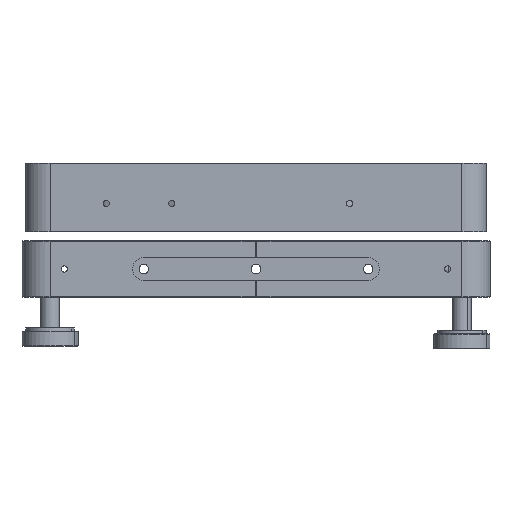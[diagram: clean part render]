
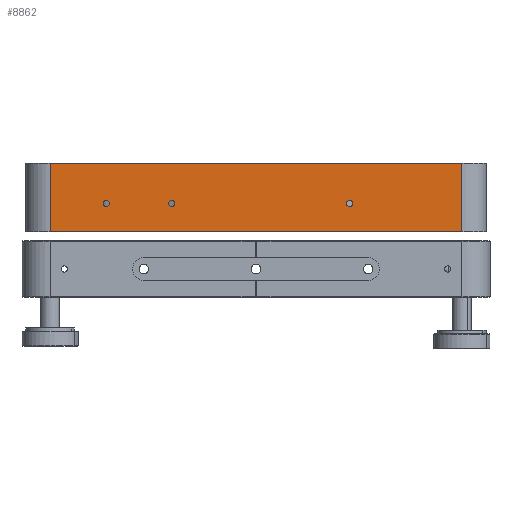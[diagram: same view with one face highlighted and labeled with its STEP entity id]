
A CAD part, front view. The second image highlights one B-rep face of the part: STEP entity #8862.
In plain terms, the highlighted planar face has unit normal (0, -1, 0).
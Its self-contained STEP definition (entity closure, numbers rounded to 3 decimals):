
#165 = CARTESIAN_POINT ( 'NONE',  ( -170., 2., 35. ) ) ;
#537 = CARTESIAN_POINT ( 'NONE',  ( -76.65, 2., 35. ) ) ;
#646 = EDGE_CURVE ( 'NONE', #6244, #6579, #10007, .T. ) ;
#684 = CARTESIAN_POINT ( 'NONE',  ( -15., 2., 20. ) ) ;
#704 = CARTESIAN_POINT ( 'NONE',  ( -15., 2., 56.5 ) ) ;
#745 = VECTOR ( 'NONE', #9904, 1000. ) ;
#893 = CARTESIAN_POINT ( 'NONE',  ( -235., 2., 56.5 ) ) ;
#912 = CARTESIAN_POINT ( 'NONE',  ( -260., 2., 56.5 ) ) ;
#1080 = DIRECTION ( 'NONE',  ( 0., -1., 0. ) ) ;
#1085 = CARTESIAN_POINT ( 'NONE',  ( -235., 2., 20. ) ) ;
#1087 = ORIENTED_EDGE ( 'NONE', *, *, #1268, .T. ) ;
#1113 = EDGE_CURVE ( 'NONE', #1953, #6797, #2807, .T. ) ;
#1268 = EDGE_CURVE ( 'NONE', #7824, #6797, #12912, .T. ) ;
#1580 = DIRECTION ( 'NONE',  ( 0., -1., 0. ) ) ;
#1933 = FACE_OUTER_BOUND ( 'NONE', #10996, .T. ) ;
#1953 = VERTEX_POINT ( 'NONE', #684 ) ;
#2035 = CARTESIAN_POINT ( 'NONE',  ( -206.65, 2., 35. ) ) ;
#2401 = EDGE_CURVE ( 'NONE', #6579, #6244, #9408, .T. ) ;
#2424 = DIRECTION ( 'NONE',  ( 1., 0., 0. ) ) ;
#2509 = VERTEX_POINT ( 'NONE', #704 ) ;
#2632 = CARTESIAN_POINT ( 'NONE',  ( -205., 2., 35. ) ) ;
#2721 = DIRECTION ( 'NONE',  ( 0., 0., 1. ) ) ;
#2807 = LINE ( 'NONE', #6723, #745 ) ;
#2985 = CARTESIAN_POINT ( 'NONE',  ( -75., 2., 35. ) ) ;
#3053 = AXIS2_PLACEMENT_3D ( 'NONE', #11781, #9713, #6551 ) ;
#3084 = EDGE_LOOP ( 'NONE', ( #7230, #4375 ) ) ;
#3465 = AXIS2_PLACEMENT_3D ( 'NONE', #9361, #1080, #11698 ) ;
#3531 = CIRCLE ( 'NONE', #3053, 1.65 ) ;
#3628 = VECTOR ( 'NONE', #2721, 1000. ) ;
#3768 = LINE ( 'NONE', #3829, #3628 ) ;
#3829 = CARTESIAN_POINT ( 'NONE',  ( -15., 2., 20. ) ) ;
#4112 = EDGE_CURVE ( 'NONE', #6730, #12596, #3531, .T. ) ;
#4318 = DIRECTION ( 'NONE',  ( 1., 0., 0. ) ) ;
#4375 = ORIENTED_EDGE ( 'NONE', *, *, #2401, .F. ) ;
#4385 = DIRECTION ( 'NONE',  ( 0., -1., 0. ) ) ;
#4508 = CARTESIAN_POINT ( 'NONE',  ( -235., 2., 56.501 ) ) ;
#4538 = AXIS2_PLACEMENT_3D ( 'NONE', #2632, #1580, #2424 ) ;
#4781 = CIRCLE ( 'NONE', #11384, 1.65 ) ;
#4872 = CARTESIAN_POINT ( 'NONE',  ( -170., 2., 35. ) ) ;
#5021 = EDGE_CURVE ( 'NONE', #12596, #6730, #6963, .T. ) ;
#5063 = LINE ( 'NONE', #912, #13073 ) ;
#5106 = CARTESIAN_POINT ( 'NONE',  ( -168.35, 2., 35. ) ) ;
#5129 = DIRECTION ( 'NONE',  ( -1., 0., 0. ) ) ;
#5263 = VERTEX_POINT ( 'NONE', #5106 ) ;
#5864 = EDGE_CURVE ( 'NONE', #12362, #5263, #4781, .T. ) ;
#5980 = ORIENTED_EDGE ( 'NONE', *, *, #9872, .F. ) ;
#5991 = CARTESIAN_POINT ( 'NONE',  ( -203.35, 2., 35. ) ) ;
#6148 = CARTESIAN_POINT ( 'NONE',  ( -260., 2., 20. ) ) ;
#6206 = FACE_BOUND ( 'NONE', #11255, .T. ) ;
#6244 = VERTEX_POINT ( 'NONE', #11884 ) ;
#6551 = DIRECTION ( 'NONE',  ( 1., 0., 0. ) ) ;
#6579 = VERTEX_POINT ( 'NONE', #537 ) ;
#6723 = CARTESIAN_POINT ( 'NONE',  ( -260., 2., 20. ) ) ;
#6730 = VERTEX_POINT ( 'NONE', #5991 ) ;
#6797 = VERTEX_POINT ( 'NONE', #1085 ) ;
#6963 = CIRCLE ( 'NONE', #4538, 1.65 ) ;
#7083 = DIRECTION ( 'NONE',  ( 1., 0., 0. ) ) ;
#7230 = ORIENTED_EDGE ( 'NONE', *, *, #646, .F. ) ;
#7610 = ORIENTED_EDGE ( 'NONE', *, *, #5864, .F. ) ;
#7707 = ORIENTED_EDGE ( 'NONE', *, *, #1113, .F. ) ;
#7824 = VERTEX_POINT ( 'NONE', #893 ) ;
#7969 = DIRECTION ( 'NONE',  ( 0., -1., 0. ) ) ;
#8354 = FACE_BOUND ( 'NONE', #3084, .T. ) ;
#8586 = DIRECTION ( 'NONE',  ( 0., 0., -1. ) ) ;
#8862 = ADVANCED_FACE ( 'NONE', ( #8354, #6206, #13503, #1933 ), #10402, .F. ) ;
#8870 = CARTESIAN_POINT ( 'NONE',  ( -171.65, 2., 35. ) ) ;
#9361 = CARTESIAN_POINT ( 'NONE',  ( -75., 2., 35. ) ) ;
#9408 = CIRCLE ( 'NONE', #3465, 1.65 ) ;
#9435 = AXIS2_PLACEMENT_3D ( 'NONE', #6148, #13440, #12544 ) ;
#9713 = DIRECTION ( 'NONE',  ( 0., -1., 0. ) ) ;
#9811 = ORIENTED_EDGE ( 'NONE', *, *, #10220, .T. ) ;
#9872 = EDGE_CURVE ( 'NONE', #5263, #12362, #10484, .T. ) ;
#9904 = DIRECTION ( 'NONE',  ( -1., 0., 0. ) ) ;
#10007 = CIRCLE ( 'NONE', #11107, 1.65 ) ;
#10033 = ORIENTED_EDGE ( 'NONE', *, *, #11679, .T. ) ;
#10220 = EDGE_CURVE ( 'NONE', #2509, #7824, #5063, .T. ) ;
#10402 = PLANE ( 'NONE',  #9435 ) ;
#10484 = CIRCLE ( 'NONE', #11804, 1.65 ) ;
#10996 = EDGE_LOOP ( 'NONE', ( #1087, #7707, #10033, #9811 ) ) ;
#11107 = AXIS2_PLACEMENT_3D ( 'NONE', #2985, #12292, #11456 ) ;
#11255 = EDGE_LOOP ( 'NONE', ( #5980, #7610 ) ) ;
#11331 = ORIENTED_EDGE ( 'NONE', *, *, #5021, .F. ) ;
#11384 = AXIS2_PLACEMENT_3D ( 'NONE', #4872, #7969, #7083 ) ;
#11456 = DIRECTION ( 'NONE',  ( 1., 0., 0. ) ) ;
#11679 = EDGE_CURVE ( 'NONE', #1953, #2509, #3768, .T. ) ;
#11698 = DIRECTION ( 'NONE',  ( 1., 0., 0. ) ) ;
#11781 = CARTESIAN_POINT ( 'NONE',  ( -205., 2., 35. ) ) ;
#11804 = AXIS2_PLACEMENT_3D ( 'NONE', #165, #4385, #4318 ) ;
#11884 = CARTESIAN_POINT ( 'NONE',  ( -73.35, 2., 35. ) ) ;
#12276 = ORIENTED_EDGE ( 'NONE', *, *, #4112, .F. ) ;
#12292 = DIRECTION ( 'NONE',  ( 0., -1., 0. ) ) ;
#12362 = VERTEX_POINT ( 'NONE', #8870 ) ;
#12544 = DIRECTION ( 'NONE',  ( -1., 0., 0. ) ) ;
#12596 = VERTEX_POINT ( 'NONE', #2035 ) ;
#12912 = LINE ( 'NONE', #4508, #13556 ) ;
#13073 = VECTOR ( 'NONE', #5129, 1000. ) ;
#13260 = EDGE_LOOP ( 'NONE', ( #12276, #11331 ) ) ;
#13440 = DIRECTION ( 'NONE',  ( 0., 1., 0. ) ) ;
#13503 = FACE_BOUND ( 'NONE', #13260, .T. ) ;
#13556 = VECTOR ( 'NONE', #8586, 1000. ) ;
